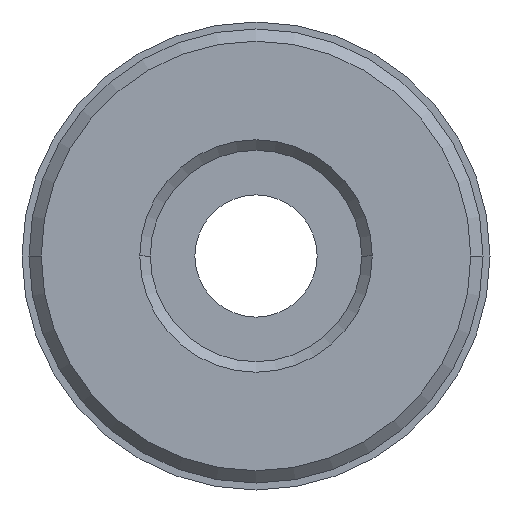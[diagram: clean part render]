
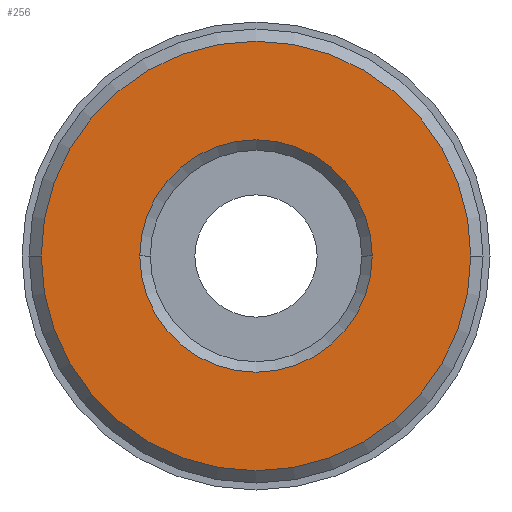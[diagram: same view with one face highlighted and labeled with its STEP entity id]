
A CAD part, front view. The second image highlights one B-rep face of the part: STEP entity #256.
In plain terms, the highlighted planar face has unit normal (0, -1, 0).
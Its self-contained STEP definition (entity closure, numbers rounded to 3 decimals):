
#256=ADVANCED_FACE('',(#521,#522),#523,.T.);
#521=FACE_BOUND('',#778,.T.);
#522=FACE_OUTER_BOUND('',#779,.T.);
#523=PLANE('',#780);
#778=EDGE_LOOP('',(#1413,#1414));
#779=EDGE_LOOP('',(#1415,#1416));
#780=AXIS2_PLACEMENT_3D('',#1417,#1418,#1419);
#1413=ORIENTED_EDGE('',*,*,#1538,.T.);
#1414=ORIENTED_EDGE('',*,*,#1536,.T.);
#1415=ORIENTED_EDGE('',*,*,#1481,.F.);
#1416=ORIENTED_EDGE('',*,*,#1622,.F.);
#1417=CARTESIAN_POINT('',(6.15,0.0,0.0));
#1418=DIRECTION('',(-0.0,-1.0,-0.0));
#1419=DIRECTION('',(-1.0,0.0,0.0));
#1481=EDGE_CURVE('',#1765,#1767,#1768,.T.);
#1536=EDGE_CURVE('',#1858,#1860,#1862,.T.);
#1538=EDGE_CURVE('',#1860,#1858,#1864,.T.);
#1622=EDGE_CURVE('',#1767,#1765,#1964,.T.);
#1765=VERTEX_POINT('',#2127);
#1767=VERTEX_POINT('',#2130);
#1768=CIRCLE('',#2131,12.3);
#1858=VERTEX_POINT('',#2282);
#1860=VERTEX_POINT('',#2285);
#1862=CIRCLE('',#2288,6.655);
#1864=CIRCLE('',#2290,6.655);
#1964=CIRCLE('',#2616,12.3);
#2127=CARTESIAN_POINT('',(12.3,0.0,0.0));
#2130=CARTESIAN_POINT('',(-12.3,0.0,0.));
#2131=AXIS2_PLACEMENT_3D('',#2757,#2758,#2759);
#2282=CARTESIAN_POINT('',(6.655,0.0,0.));
#2285=CARTESIAN_POINT('',(-6.655,0.0,0.));
#2288=AXIS2_PLACEMENT_3D('',#2836,#2837,#2838);
#2290=AXIS2_PLACEMENT_3D('',#2839,#2840,#2841);
#2616=AXIS2_PLACEMENT_3D('',#2923,#2924,#2925);
#2757=CARTESIAN_POINT('',(0.0,0.0,0.0));
#2758=DIRECTION('',(-0.0,1.0,0.0));
#2759=DIRECTION('',(1.0,0.0,0.0));
#2836=CARTESIAN_POINT('',(0.0,0.0,0.0));
#2837=DIRECTION('',(-0.0,1.0,0.0));
#2838=DIRECTION('',(1.0,0.0,0.0));
#2839=CARTESIAN_POINT('',(0.0,0.0,0.0));
#2840=DIRECTION('',(-0.0,1.0,0.0));
#2841=DIRECTION('',(1.0,0.0,0.0));
#2923=CARTESIAN_POINT('',(0.0,0.0,0.0));
#2924=DIRECTION('',(-0.0,1.0,0.0));
#2925=DIRECTION('',(1.0,0.0,0.0));
